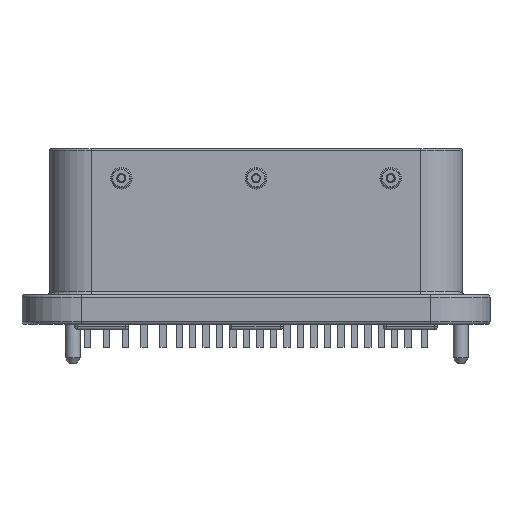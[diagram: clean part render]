
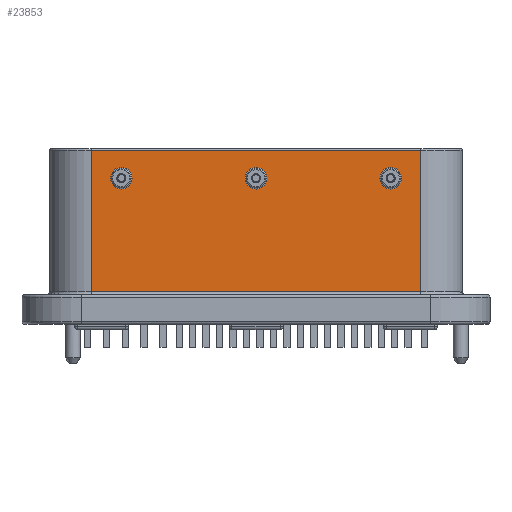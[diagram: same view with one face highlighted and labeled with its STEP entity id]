
A CAD part, front view. The second image highlights one B-rep face of the part: STEP entity #23853.
In plain terms, the highlighted planar face has unit normal (0, -1, 0).
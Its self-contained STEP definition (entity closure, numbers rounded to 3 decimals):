
#240=CARTESIAN_POINT('',(0.,-15.8,-5.5));
#241=DIRECTION('',(0.,-1.,0.));
#242=DIRECTION('',(-1.,0.,0.));
#243=AXIS2_PLACEMENT_3D('',#240,#241,#242);
#245=CARTESIAN_POINT('',(0.,-15.8,-5.5));
#246=DIRECTION('',(0.,-1.,0.));
#247=DIRECTION('',(1.,0.,0.));
#248=AXIS2_PLACEMENT_3D('',#245,#246,#247);
#250=CARTESIAN_POINT('',(25.,-15.8,-5.5));
#251=DIRECTION('',(0.,-1.,0.));
#252=DIRECTION('',(-1.,0.,0.));
#253=AXIS2_PLACEMENT_3D('',#250,#251,#252);
#255=CARTESIAN_POINT('',(25.,-15.8,-5.5));
#256=DIRECTION('',(0.,-1.,0.));
#257=DIRECTION('',(1.,0.,0.));
#258=AXIS2_PLACEMENT_3D('',#255,#256,#257);
#260=CARTESIAN_POINT('',(-25.,-15.8,-5.5));
#261=DIRECTION('',(0.,-1.,0.));
#262=DIRECTION('',(-1.,0.,0.));
#263=AXIS2_PLACEMENT_3D('',#260,#261,#262);
#265=CARTESIAN_POINT('',(-25.,-15.8,-5.5));
#266=DIRECTION('',(0.,-1.,0.));
#267=DIRECTION('',(1.,0.,0.));
#268=AXIS2_PLACEMENT_3D('',#265,#266,#267);
#270=DIRECTION('',(1.,0.,0.));
#271=VECTOR('',#270,61.2);
#272=CARTESIAN_POINT('',(-30.6,-15.8,-0.4));
#273=LINE('',#272,#271);
#274=DIRECTION('',(-1.,0.,0.));
#275=VECTOR('',#274,61.2);
#276=CARTESIAN_POINT('',(30.6,-15.8,-26.6));
#277=LINE('',#276,#275);
#278=DIRECTION('',(0.,0.,-1.));
#279=VECTOR('',#278,26.2);
#280=CARTESIAN_POINT('',(-30.6,-15.8,-0.4));
#281=LINE('',#280,#279);
#580=DIRECTION('',(0.,0.,-1.));
#581=VECTOR('',#580,26.2);
#582=CARTESIAN_POINT('',(30.6,-15.8,-0.4));
#583=LINE('',#582,#581);
#18222=CARTESIAN_POINT('',(-2.,-15.8,-5.5));
#18223=CARTESIAN_POINT('',(2.,-15.8,-5.5));
#18224=VERTEX_POINT('',#18222);
#18225=VERTEX_POINT('',#18223);
#18230=CARTESIAN_POINT('',(23.,-15.8,-5.5));
#18231=CARTESIAN_POINT('',(27.,-15.8,-5.5));
#18232=VERTEX_POINT('',#18230);
#18233=VERTEX_POINT('',#18231);
#18262=CARTESIAN_POINT('',(-27.,-15.8,-5.5));
#18263=CARTESIAN_POINT('',(-23.,-15.8,-5.5));
#18264=VERTEX_POINT('',#18262);
#18265=VERTEX_POINT('',#18263);
#18315=CARTESIAN_POINT('',(-30.6,-15.8,-0.4));
#18317=VERTEX_POINT('',#18315);
#18320=CARTESIAN_POINT('',(30.6,-15.8,-0.4));
#18321=VERTEX_POINT('',#18320);
#18916=CARTESIAN_POINT('',(30.6,-15.8,-26.6));
#18917=VERTEX_POINT('',#18916);
#18918=CARTESIAN_POINT('',(-30.6,-15.8,-26.6));
#18919=VERTEX_POINT('',#18918);
#23822=CARTESIAN_POINT('',(-30.6,-15.8,0.));
#23823=DIRECTION('',(0.,-1.,0.));
#23824=DIRECTION('',(1.,0.,0.));
#23825=AXIS2_PLACEMENT_3D('',#23822,#23823,#23824);
#23826=PLANE('',#23825);
#23827=ORIENTED_EDGE('',*,*,#23668,.T.);
#23829=ORIENTED_EDGE('',*,*,#23828,.T.);
#23831=ORIENTED_EDGE('',*,*,#23830,.T.);
#23832=ORIENTED_EDGE('',*,*,#23778,.F.);
#23833=EDGE_LOOP('',(#23827,#23829,#23831,#23832));
#23834=FACE_OUTER_BOUND('',#23833,.F.);
#23836=ORIENTED_EDGE('',*,*,#23835,.T.);
#23838=ORIENTED_EDGE('',*,*,#23837,.T.);
#23839=EDGE_LOOP('',(#23836,#23838));
#23840=FACE_BOUND('',#23839,.F.);
#23842=ORIENTED_EDGE('',*,*,#23841,.T.);
#23844=ORIENTED_EDGE('',*,*,#23843,.T.);
#23845=EDGE_LOOP('',(#23842,#23844));
#23846=FACE_BOUND('',#23845,.F.);
#23848=ORIENTED_EDGE('',*,*,#23847,.T.);
#23850=ORIENTED_EDGE('',*,*,#23849,.T.);
#23851=EDGE_LOOP('',(#23848,#23850));
#23852=FACE_BOUND('',#23851,.F.);
#23853=ADVANCED_FACE('',(#23834,#23840,#23846,#23852),#23826,.T.);
#244=CIRCLE('',#243,2.);
#249=CIRCLE('',#248,2.);
#254=CIRCLE('',#253,2.);
#259=CIRCLE('',#258,2.);
#264=CIRCLE('',#263,2.);
#269=CIRCLE('',#268,2.);
#23668=EDGE_CURVE('',#18317,#18321,#273,.T.);
#23778=EDGE_CURVE('',#18317,#18919,#281,.T.);
#23828=EDGE_CURVE('',#18321,#18917,#583,.T.);
#23830=EDGE_CURVE('',#18917,#18919,#277,.T.);
#23835=EDGE_CURVE('',#18224,#18225,#244,.T.);
#23837=EDGE_CURVE('',#18225,#18224,#249,.T.);
#23841=EDGE_CURVE('',#18232,#18233,#254,.T.);
#23843=EDGE_CURVE('',#18233,#18232,#259,.T.);
#23847=EDGE_CURVE('',#18264,#18265,#264,.T.);
#23849=EDGE_CURVE('',#18265,#18264,#269,.T.);
